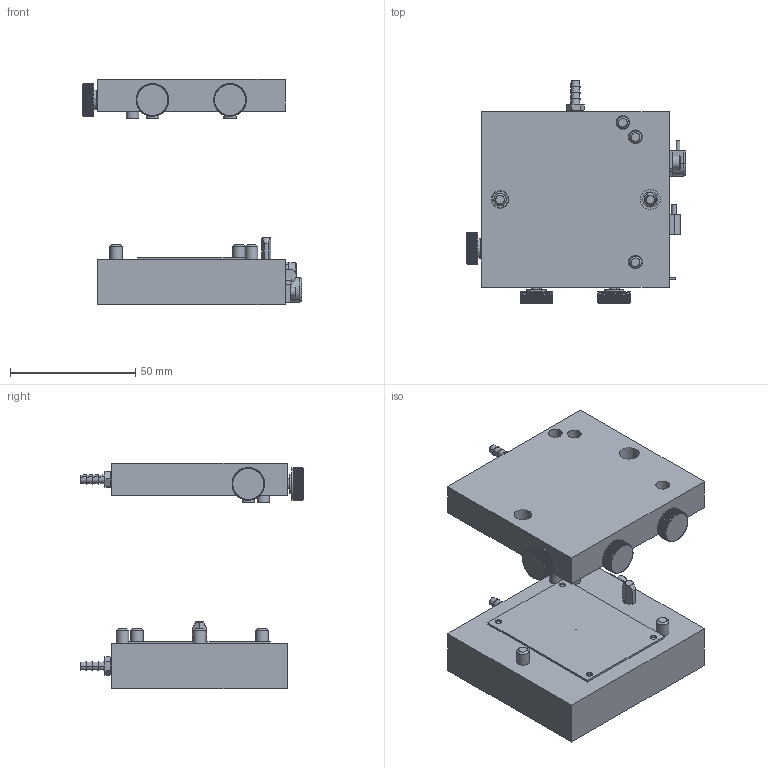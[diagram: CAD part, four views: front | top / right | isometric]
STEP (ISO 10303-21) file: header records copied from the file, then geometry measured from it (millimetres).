
FILE_DESCRIPTION(/* description */ (''),/* implementation_level */ '2;1');
FILE_NAME(/* name */ 'F10148122--_1-ASSY_ CMS2 ETL_ SENSOR _ FLEX FILMS MONUTING ASSY.stp',/* time_stamp */ '2021-09-03T12:59:30-05:00',/* author */ (''),/* organization */ (''),/* preprocessor_version */ 'ST-DEVELOPER v16',/* originating_system */ 'SIEMENS PLM Software NX 11.0',/* authorisation */ '');
FILE_SCHEMA (('AUTOMOTIVE_DESIGN { 1 0 10303 214 3 1 1 1 }'));
Products named in the file (20): F10112322--_1-MODULE_ CMS2 ETL_ READOUT CHIP MOUNTING FILM; FC0067035--_1-STRAIGHT DRILL BUSHING_ ID 5MM_ HT 5MM_ MISUMI JBAUC 5-
5; FC0043464--_1-DOWEL PIN_M5ODx10LG_AS; FC0072751--_1-STRAIGHT DRILL BUSHING_ ID6.04MM_ OD8.06MM_ L5.00MM; FC0079014--_1-THUMB SCREW_ M4x0.7 X 8MM_ PLASTIC_ MCMASTER-96016A838; FC0079011--_1-THUMB SCREW_ M4x0.7 X 12MM_ PLASTIC_ MCMASTER-96016A561; F10148124--_1-FIXTURE_ CMS2 ETL_ SENSOR FILM HOLDING FIXTURE; FC0016121--_1-WASHER_M2-2.2x5x0.25_SS18-8; FC0005854--_1-SHCS_M3x.5x6LGxFT_SS18-8; FC0005836--_1-SHCS_M2x.4x6LGxFT_SS18-8; F10140725--_1-RTD_ SCREW MOUNT_ OMEGA-RTD-830; F10140726--_1-THERMAL CUTOFF_ CANTHERM B12A-U294; F10125024--_1-HEATER_ ASTROSKIP_ 1_8_DIA CARTRIDGE HEATER _TEMPCO P_N
 HDC30883_; F10149976--_1-DOWEL PIN_ 4.95MM DIA TOOL STEEL ROD Lg _16MM _McM_2900
A299_; FC0043164--_1-FITTING_ BARBED ADAPTER_ 1_8 ID TUBE TO _10-32; FC0067387--_1-DIAMOND LOCATING PIN 6MM DIA HEAD; F10109316--_1-MODULE_ CMS2 ETL_ ALN SUBSTRATE; F10148125--_1-ASSY_ CMS2 ETL_ SENSOR FILM HOLDING FIXTURE ASSY_NX-ARR
AGMNTMounting adhesive film onto fixture; F10148123--_1-FIXTURE_ CMS2 ETL_ AL-N BASE HOLDING FIXTURE_MODELNX-AR
RAGMNTArrangement 1; F10148122--_1-ASSY_ CMS2 ETL_ SENSOR _ FLEX FILMS MONUTING ASSY
Assembly tree (26 placements, depth 3):
  F10148122--_1-ASSY_ CMS2 ETL_ SENSOR _ FLEX FILMS MONUTING ASSY
    F10148123--_1-FIXTURE_ CMS2 ETL_ AL-N BASE HOLDING FIXTURE_MODELNX-AR
RAGMNTArrangement 1
      F10109316--_1-MODULE_ CMS2 ETL_ ALN SUBSTRATE
      FC0067387--_1-DIAMOND LOCATING PIN 6MM DIA HEAD
      FC0043164--_1-FITTING_ BARBED ADAPTER_ 1_8 ID TUBE TO _10-32
      F10149976--_1-DOWEL PIN_ 4.95MM DIA TOOL STEEL ROD Lg _16MM _McM_2900
A299_  x4
      F10125024--_1-HEATER_ ASTROSKIP_ 1_8_DIA CARTRIDGE HEATER _TEMPCO P_N
 HDC30883_
      F10140726--_1-THERMAL CUTOFF_ CANTHERM B12A-U294
      F10140725--_1-RTD_ SCREW MOUNT_ OMEGA-RTD-830
      FC0005836--_1-SHCS_M2x.4x6LGxFT_SS18-8
      FC0005854--_1-SHCS_M3x.5x6LGxFT_SS18-8
      FC0016121--_1-WASHER_M2-2.2x5x0.25_SS18-8
    F10148125--_1-ASSY_ CMS2 ETL_ SENSOR FILM HOLDING FIXTURE ASSY_NX-ARR
AGMNTMounting adhesive film onto fixture
      F10148124--_1-FIXTURE_ CMS2 ETL_ SENSOR FILM HOLDING FIXTURE
      FC0079011--_1-THUMB SCREW_ M4x0.7 X 12MM_ PLASTIC_ MCMASTER-96016A561
      FC0079014--_1-THUMB SCREW_ M4x0.7 X 8MM_ PLASTIC_ MCMASTER-96016A838  x2
      FC0043164--_1-FITTING_ BARBED ADAPTER_ 1_8 ID TUBE TO _10-32
      FC0072751--_1-STRAIGHT DRILL BUSHING_ ID6.04MM_ OD8.06MM_ L5.00MM
      FC0043464--_1-DOWEL PIN_M5ODx10LG_AS  x3
      FC0067035--_1-STRAIGHT DRILL BUSHING_ ID 5MM_ HT 5MM_ MISUMI JBAUC 5-
5
      F10112322--_1-MODULE_ CMS2 ETL_ READOUT CHIP MOUNTING FILM
Bounding box: 87.6 x 88.97 x 89.96 mm (x, y, z)
Volume: 163661.4 mm3; surface area: 50753.2 mm2
Topology: 30 solids, 30 shells, 1390 faces, 3538 edges, 2237 vertices
Faces by surface type: plane 748, cylinder 318, cone 314, bspline 6, torus 4
Full cylindrical faces by diameter (mm): 0.1 x1, 0.635 x2, 1.5 x2, 1.587 x2, 1.6 x1, 2 x2, 2.2 x1, 2.5 x5, 2.946 x1, 3 x1, 3.15 x1, 3.175 x1, 3.3 x3, 3.8 x1, 4.039 x2, 4.9 x4, 4.95 x4, 4.96 x1, 5 x5, 5.25 x3, 5.5 x4, 6.04 x1, 6.975 x1, 7 x1, 7.975 x1, 8.02 x1
Entity records: 36920 total; most frequent: CARTESIAN_POINT 8070, DIRECTION 4829, ORIENTED_EDGE 4664, EDGE_CURVE 2332, AXIS2_PLACEMENT_3D 1896, VERTEX_POINT 1516, EDGE_LOOP 1095, LINE 1037
